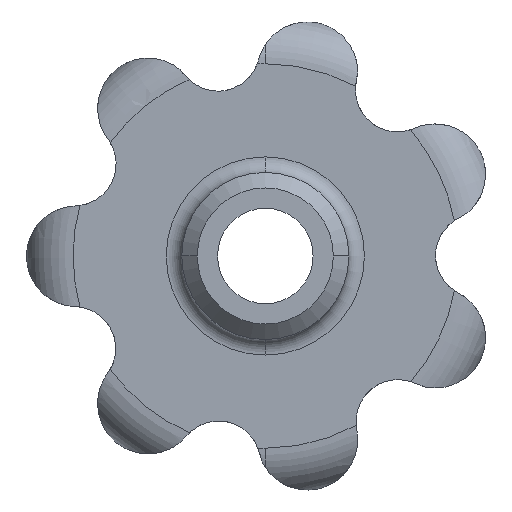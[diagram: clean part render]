
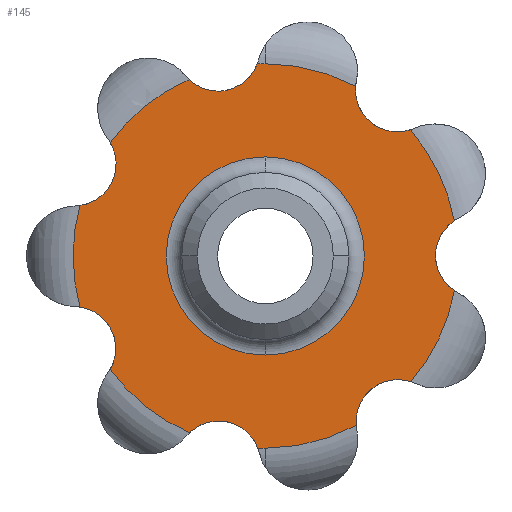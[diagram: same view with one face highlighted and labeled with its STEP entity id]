
A CAD part, front view. The second image highlights one B-rep face of the part: STEP entity #145.
In plain terms, the highlighted planar face has unit normal (0, -1, 0).
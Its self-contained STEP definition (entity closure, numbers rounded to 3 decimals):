
#145 = ADVANCED_FACE( '', ( #289, #290 ), #291, .T. );
#289 = FACE_OUTER_BOUND( '', #434, .T. );
#290 = FACE_BOUND( '', #435, .T. );
#291 = PLANE( '', #436 );
#434 = EDGE_LOOP( '', ( #1034, #1035, #1036, #1037, #1038, #1039, #1040, #1041, #1042, #1043, #1044, #1045, #1046, #1047, #1048, #1049 ) );
#435 = EDGE_LOOP( '', ( #1050, #1051, #1052 ) );
#436 = AXIS2_PLACEMENT_3D( '', #1053, #1054, #1055 );
#1034 = ORIENTED_EDGE( '', *, *, #1152, .T. );
#1035 = ORIENTED_EDGE( '', *, *, #1241, .F. );
#1036 = ORIENTED_EDGE( '', *, *, #1222, .T. );
#1037 = ORIENTED_EDGE( '', *, *, #1236, .F. );
#1038 = ORIENTED_EDGE( '', *, *, #1209, .T. );
#1039 = ORIENTED_EDGE( '', *, *, #1234, .F. );
#1040 = ORIENTED_EDGE( '', *, *, #1095, .F. );
#1041 = ORIENTED_EDGE( '', *, *, #1202, .T. );
#1042 = ORIENTED_EDGE( '', *, *, #1230, .F. );
#1043 = ORIENTED_EDGE( '', *, *, #1189, .T. );
#1044 = ORIENTED_EDGE( '', *, *, #1232, .F. );
#1045 = ORIENTED_EDGE( '', *, *, #1177, .T. );
#1046 = ORIENTED_EDGE( '', *, *, #1083, .F. );
#1047 = ORIENTED_EDGE( '', *, *, #1235, .F. );
#1048 = ORIENTED_EDGE( '', *, *, #1165, .T. );
#1049 = ORIENTED_EDGE( '', *, *, #1238, .F. );
#1050 = ORIENTED_EDGE( '', *, *, #1257, .T. );
#1051 = ORIENTED_EDGE( '', *, *, #1060, .T. );
#1052 = ORIENTED_EDGE( '', *, *, #1258, .T. );
#1053 = CARTESIAN_POINT( '', ( 12.2, 13., 0. ) );
#1054 = DIRECTION( '', ( 0., -1., 0. ) );
#1055 = DIRECTION( '', ( -1., 0., 0. ) );
#1060 = EDGE_CURVE( '', #1260, #1266, #1268, .T. );
#1083 = EDGE_CURVE( '', #1309, #1312, #1313, .T. );
#1095 = EDGE_CURVE( '', #1334, #1324, #1336, .T. );
#1152 = EDGE_CURVE( '', #1436, #1434, #1437, .T. );
#1165 = EDGE_CURVE( '', #1459, #1457, #1460, .T. );
#1177 = EDGE_CURVE( '', #1478, #1312, #1479, .T. );
#1189 = EDGE_CURVE( '', #1499, #1497, #1500, .T. );
#1202 = EDGE_CURVE( '', #1334, #1520, #1522, .T. );
#1209 = EDGE_CURVE( '', #1531, #1529, #1532, .T. );
#1222 = EDGE_CURVE( '', #1554, #1552, #1555, .T. );
#1230 = EDGE_CURVE( '', #1499, #1520, #1567, .T. );
#1232 = EDGE_CURVE( '', #1478, #1497, #1569, .T. );
#1234 = EDGE_CURVE( '', #1324, #1529, #1571, .T. );
#1235 = EDGE_CURVE( '', #1459, #1309, #1572, .T. );
#1236 = EDGE_CURVE( '', #1531, #1552, #1573, .T. );
#1238 = EDGE_CURVE( '', #1436, #1457, #1575, .T. );
#1241 = EDGE_CURVE( '', #1554, #1434, #1578, .T. );
#1257 = EDGE_CURVE( '', #1594, #1260, #1595, .T. );
#1258 = EDGE_CURVE( '', #1266, #1594, #1596, .T. );
#1260 = VERTEX_POINT( '', #1598 );
#1266 = VERTEX_POINT( '', #1604 );
#1268 = CIRCLE( '', #1606, 8.3 );
#1309 = VERTEX_POINT( '', #1727 );
#1312 = VERTEX_POINT( '', #1730 );
#1313 = CIRCLE( '', #1731, 16.1 );
#1324 = VERTEX_POINT( '', #1782 );
#1334 = VERTEX_POINT( '', #1829 );
#1336 = CIRCLE( '', #1834, 16.1 );
#1434 = VERTEX_POINT( '', #2235 );
#1436 = VERTEX_POINT( '', #2240 );
#1437 = CIRCLE( '', #2241, 3.5 );
#1457 = VERTEX_POINT( '', #2332 );
#1459 = VERTEX_POINT( '', #2337 );
#1460 = CIRCLE( '', #2338, 3.5 );
#1478 = VERTEX_POINT( '', #2435 );
#1479 = CIRCLE( '', #2436, 3.5 );
#1497 = VERTEX_POINT( '', #2526 );
#1499 = VERTEX_POINT( '', #2531 );
#1500 = CIRCLE( '', #2532, 3.5 );
#1520 = VERTEX_POINT( '', #2625 );
#1522 = CIRCLE( '', #2630, 3.5 );
#1529 = VERTEX_POINT( '', #2664 );
#1531 = VERTEX_POINT( '', #2669 );
#1532 = CIRCLE( '', #2670, 3.5 );
#1552 = VERTEX_POINT( '', #2763 );
#1554 = VERTEX_POINT( '', #2768 );
#1555 = CIRCLE( '', #2769, 3.5 );
#1567 = CIRCLE( '', #2822, 16.1 );
#1569 = CIRCLE( '', #2824, 16.1 );
#1571 = CIRCLE( '', #2826, 16.1 );
#1572 = CIRCLE( '', #2827, 16.1 );
#1573 = CIRCLE( '', #2828, 16.1 );
#1575 = CIRCLE( '', #2830, 16.1 );
#1578 = CIRCLE( '', #2833, 16.1 );
#1594 = VERTEX_POINT( '', #2849 );
#1595 = CIRCLE( '', #2850, 8.3 );
#1596 = CIRCLE( '', #2851, 8.3 );
#1598 = CARTESIAN_POINT( '', ( 0., 13., -8.3 ) );
#1604 = CARTESIAN_POINT( '', ( 0., 13., 8.3 ) );
#1606 = AXIS2_PLACEMENT_3D( '', #2864, #2865, #2866 );
#1727 = CARTESIAN_POINT( '', ( 0., 13., 16.1 ) );
#1730 = CARTESIAN_POINT( '', ( 7.566, 13., 14.211 ) );
#1731 = AXIS2_PLACEMENT_3D( '', #2901, #2902, #2903 );
#1782 = CARTESIAN_POINT( '', ( 0., 13., -16.1 ) );
#1829 = CARTESIAN_POINT( '', ( 7.616, 13., -14.185 ) );
#1834 = AXIS2_PLACEMENT_3D( '', #2913, #2914, #2915 );
#2235 = CARTESIAN_POINT( '', ( -15.535, 13., 4.229 ) );
#2240 = CARTESIAN_POINT( '', ( -12.997, 13., 9.502 ) );
#2241 = AXIS2_PLACEMENT_3D( '', #2953, #2954, #2955 );
#2332 = CARTESIAN_POINT( '', ( -6.386, 13., 14.779 ) );
#2337 = CARTESIAN_POINT( '', ( -0.683, 13., 16.086 ) );
#2338 = AXIS2_PLACEMENT_3D( '', #2959, #2960, #2961 );
#2435 = CARTESIAN_POINT( '', ( 12.145, 13., 10.569 ) );
#2436 = AXIS2_PLACEMENT_3D( '', #2965, #2966, #2967 );
#2526 = CARTESIAN_POINT( '', ( 15.827, 13., 2.953 ) );
#2531 = CARTESIAN_POINT( '', ( 15.837, 13., -2.898 ) );
#2532 = AXIS2_PLACEMENT_3D( '', #2971, #2972, #2973 );
#2625 = CARTESIAN_POINT( '', ( 12.182, 13., -10.527 ) );
#2630 = AXIS2_PLACEMENT_3D( '', #2977, #2978, #2979 );
#2664 = CARTESIAN_POINT( '', ( -0.627, 13., -16.088 ) );
#2669 = CARTESIAN_POINT( '', ( -6.335, 13., -14.801 ) );
#2670 = AXIS2_PLACEMENT_3D( '', #2983, #2984, #2985 );
#2763 = CARTESIAN_POINT( '', ( -12.998, 13., -9.5 ) );
#2768 = CARTESIAN_POINT( '', ( -15.519, 13., -4.285 ) );
#2769 = AXIS2_PLACEMENT_3D( '', #2989, #2990, #2991 );
#2822 = AXIS2_PLACEMENT_3D( '', #2993, #2994, #2995 );
#2824 = AXIS2_PLACEMENT_3D( '', #2999, #3000, #3001 );
#2826 = AXIS2_PLACEMENT_3D( '', #3005, #3006, #3007 );
#2827 = AXIS2_PLACEMENT_3D( '', #3008, #3009, #3010 );
#2828 = AXIS2_PLACEMENT_3D( '', #3011, #3012, #3013 );
#2830 = AXIS2_PLACEMENT_3D( '', #3017, #3018, #3019 );
#2833 = AXIS2_PLACEMENT_3D( '', #3026, #3027, #3028 );
#2849 = CARTESIAN_POINT( '', ( 8.3, 13., 0. ) );
#2850 = AXIS2_PLACEMENT_3D( '', #3074, #3075, #3076 );
#2851 = AXIS2_PLACEMENT_3D( '', #3077, #3078, #3079 );
#2864 = CARTESIAN_POINT( '', ( 0., 13., 0. ) );
#2865 = DIRECTION( '', ( 0., 1., 0. ) );
#2866 = DIRECTION( '', ( 1., 0., 0. ) );
#2901 = CARTESIAN_POINT( '', ( 0., 13., 0. ) );
#2902 = DIRECTION( '', ( 0., 1., 0. ) );
#2903 = DIRECTION( '', ( 1., 0., 0. ) );
#2913 = CARTESIAN_POINT( '', ( 0., 13., 0. ) );
#2914 = DIRECTION( '', ( 0., 1., 0. ) );
#2915 = DIRECTION( '', ( 1., 0., 0. ) );
#2953 = CARTESIAN_POINT( '', ( -15.997, 13., 7.699 ) );
#2954 = DIRECTION( '', ( 0., 1., 0. ) );
#2955 = DIRECTION( '', ( 0.114, 0., -0.994 ) );
#2959 = CARTESIAN_POINT( '', ( -3.963, 13., 17.305 ) );
#2960 = DIRECTION( '', ( 0., 1., 0. ) );
#2961 = DIRECTION( '', ( -0.705, 0., -0.709 ) );
#2965 = CARTESIAN_POINT( '', ( 11.052, 13., 13.894 ) );
#2966 = DIRECTION( '', ( 0., 1., 0. ) );
#2967 = DIRECTION( '', ( -0.994, 0., 0.109 ) );
#2971 = CARTESIAN_POINT( '', ( 17.753, 13., 0.031 ) );
#2972 = DIRECTION( '', ( 0., 1., 0. ) );
#2973 = DIRECTION( '', ( -0.535, 0., 0.845 ) );
#2977 = CARTESIAN_POINT( '', ( 11.1, 13., -13.855 ) );
#2978 = DIRECTION( '', ( 0., 1., 0. ) );
#2979 = DIRECTION( '', ( 0.327, 0., 0.945 ) );
#2983 = CARTESIAN_POINT( '', ( -3.903, 13., -17.319 ) );
#2984 = DIRECTION( '', ( 0., 1., 0. ) );
#2985 = DIRECTION( '', ( 0.942, 0., 0.334 ) );
#2989 = CARTESIAN_POINT( '', ( -16.028, 13., -7.748 ) );
#2990 = DIRECTION( '', ( 0., 1., 0. ) );
#2991 = DIRECTION( '', ( 0.845, 0., -0.534 ) );
#2993 = CARTESIAN_POINT( '', ( 0., 13., 0. ) );
#2994 = DIRECTION( '', ( 0., 1., 0. ) );
#2995 = DIRECTION( '', ( 1., 0., 0. ) );
#2999 = CARTESIAN_POINT( '', ( 0., 13., 0. ) );
#3000 = DIRECTION( '', ( 0., 1., 0. ) );
#3001 = DIRECTION( '', ( 1., 0., 0. ) );
#3005 = CARTESIAN_POINT( '', ( 0., 13., 0. ) );
#3006 = DIRECTION( '', ( 0., 1., 0. ) );
#3007 = DIRECTION( '', ( 1., 0., 0. ) );
#3008 = CARTESIAN_POINT( '', ( 0., 13., 0. ) );
#3009 = DIRECTION( '', ( 0., 1., 0. ) );
#3010 = DIRECTION( '', ( 1., 0., 0. ) );
#3011 = CARTESIAN_POINT( '', ( 0., 13., 0. ) );
#3012 = DIRECTION( '', ( 0., 1., 0. ) );
#3013 = DIRECTION( '', ( 1., 0., 0. ) );
#3017 = CARTESIAN_POINT( '', ( 0., 13., 0. ) );
#3018 = DIRECTION( '', ( 0., 1., 0. ) );
#3019 = DIRECTION( '', ( 1., 0., 0. ) );
#3026 = CARTESIAN_POINT( '', ( 0., 13., 0. ) );
#3027 = DIRECTION( '', ( 0., 1., 0. ) );
#3028 = DIRECTION( '', ( 1., 0., 0. ) );
#3074 = CARTESIAN_POINT( '', ( 0., 13., 0. ) );
#3075 = DIRECTION( '', ( 0., 1., 0. ) );
#3076 = DIRECTION( '', ( 1., 0., 0. ) );
#3077 = CARTESIAN_POINT( '', ( 0., 13., 0. ) );
#3078 = DIRECTION( '', ( 0., 1., 0. ) );
#3079 = DIRECTION( '', ( 1., 0., 0. ) );
